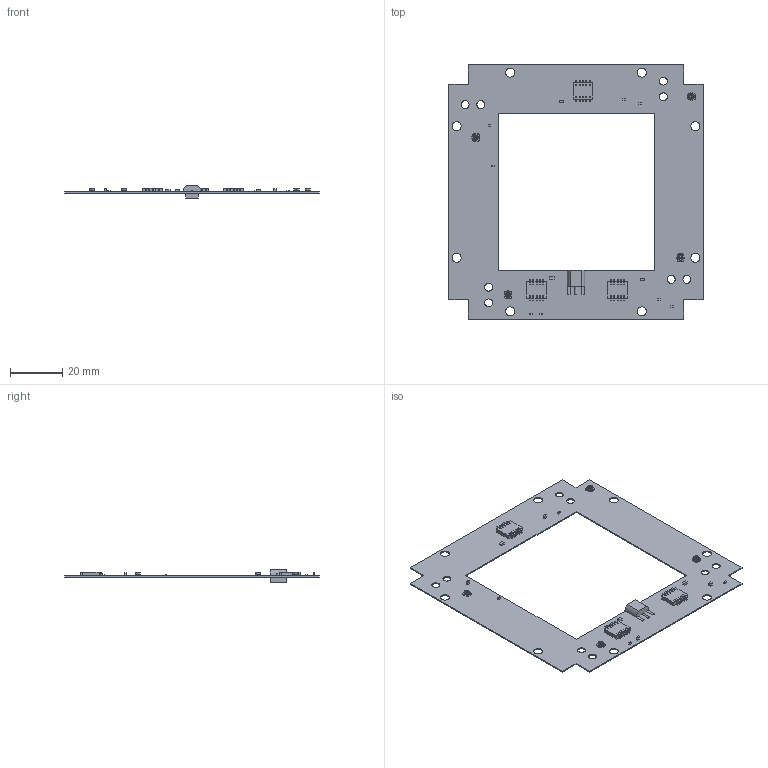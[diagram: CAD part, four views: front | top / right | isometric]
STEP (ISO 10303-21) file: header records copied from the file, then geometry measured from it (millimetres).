
FILE_DESCRIPTION(('Open CASCADE Model'),'2;1');
FILE_NAME('Open CASCADE Shape Model','2019-02-08T05:18:32',('Author'),( 'Open CASCADE'),'Open CASCADE STEP processor 6.8','Open CASCADE 6.8' ,'Unknown');
FILE_SCHEMA(('AUTOMOTIVE_DESIGN { 1 0 10303 214 1 1 1 1 }'));
Length unit declared in the file: millimetre
Products named in the file (31): PCB; Board; Open CASCADE STEP translator 6.8 1.1.1; U4; User_Library-U_FL-R-SMT(10); U3; U2; U1; R3; 6575328928; Extruded; R2; R1; MMCX; User_Library-johnson_component_133-3711-801; L4; 5824697328; L3; L2; L1; C4; 6147719088; C3; C2; C1; 3; qba; 2; 1
Assembly tree (43 placements, depth 4):
  PCB
    Board
      Open CASCADE STEP translator 6.8 1.1.1
    U4
      User_Library-U_FL-R-SMT(10)
    U3
      User_Library-U_FL-R-SMT(10)
    U2
      User_Library-U_FL-R-SMT(10)
    U1
      User_Library-U_FL-R-SMT(10)
    R3
      6575328928
        Extruded
    R2
      6575328928
        Extruded
    R1
      6575328928
        Extruded
    MMCX
      User_Library-johnson_component_133-3711-801
    L4
      5824697328
        Extruded
    L3
      5824697328
        Extruded
    L2
      5824697328
        Extruded
    L1
      5824697328
        Extruded
    C4
      6147719088
        Extruded
    C3
      6147719088
        Extruded
    C2
      6147719088
        Extruded
    C1
      6147719088
        Extruded
    3
      qba
    2
      qba
    1
      qba
Bounding box: 97.5 x 97.5 x 5 mm (x, y, z)
Volume: 2694.3 mm3; surface area: 12551.6 mm2
Topology: 50 solids, 50 shells, 650 faces, 1525 edges, 994 vertices
Faces by surface type: plane 491, cylinder 123, cone 28, revolution 8
Full cylindrical faces by diameter (mm): 3 x8, 3.5 x8
Entity records: 8542 total; most frequent: DIRECTION 1224, CARTESIAN_POINT 1211, ORIENTED_EDGE 1112, EDGE_CURVE 556, LINE 440, VECTOR 440, AXIS2_PLACEMENT_3D 391, VERTEX_POINT 364
